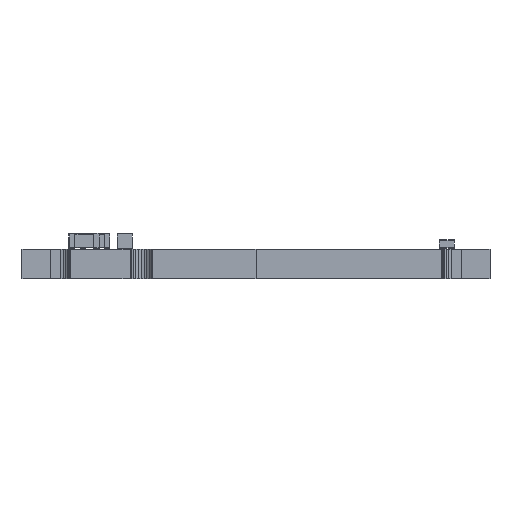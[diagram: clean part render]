
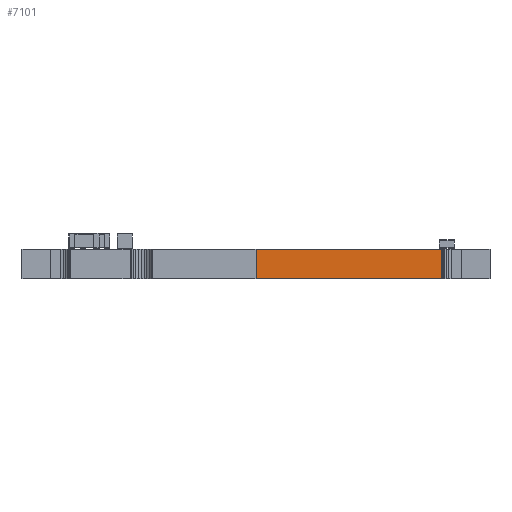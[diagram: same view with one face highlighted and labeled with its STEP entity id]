
A CAD part, front view. The second image highlights one B-rep face of the part: STEP entity #7101.
In plain terms, the highlighted planar face has unit normal (0, -1, 0).
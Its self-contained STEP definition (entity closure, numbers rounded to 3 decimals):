
#4051 = PLANE('',#4052);
#4052 = AXIS2_PLACEMENT_3D('',#4053,#4054,#4055);
#4053 = CARTESIAN_POINT('',(154.775,-101.841,1.58));
#4054 = DIRECTION('',(-0.,-0.,-1.));
#4055 = DIRECTION('',(-1.,0.,0.));
#4105 = PLANE('',#4106);
#4106 = AXIS2_PLACEMENT_3D('',#4107,#4108,#4109);
#4107 = CARTESIAN_POINT('',(154.775,-101.841,0.));
#4108 = DIRECTION('',(-0.,-0.,-1.));
#4109 = DIRECTION('',(-1.,0.,0.));
#4439 = VERTEX_POINT('',#4440);
#4440 = CARTESIAN_POINT('',(164.925,-131.,0.));
#4454 = PLANE('',#4455);
#4455 = AXIS2_PLACEMENT_3D('',#4456,#4457,#4458);
#4456 = CARTESIAN_POINT('',(164.925,-127.5,0.));
#4457 = DIRECTION('',(1.,0.,-0.));
#4458 = DIRECTION('',(0.,-1.,0.));
#4466 = EDGE_CURVE('',#4439,#4467,#4469,.T.);
#4467 = VERTEX_POINT('',#4468);
#4468 = CARTESIAN_POINT('',(155.,-131.,0.));
#4469 = SURFACE_CURVE('',#4470,(#4474,#4481),.PCURVE_S1.);
#4470 = LINE('',#4471,#4472);
#4471 = CARTESIAN_POINT('',(164.925,-131.,0.));
#4472 = VECTOR('',#4473,1.);
#4473 = DIRECTION('',(-1.,0.,0.));
#4474 = PCURVE('',#4105,#4475);
#4475 = DEFINITIONAL_REPRESENTATION('',(#4476),#4480);
#4476 = LINE('',#4477,#4478);
#4477 = CARTESIAN_POINT('',(-10.15,-29.159));
#4478 = VECTOR('',#4479,1.);
#4479 = DIRECTION('',(1.,0.));
#4480 = ( GEOMETRIC_REPRESENTATION_CONTEXT(2) 
PARAMETRIC_REPRESENTATION_CONTEXT() REPRESENTATION_CONTEXT('2D SPACE',''
  ) );
#4481 = PCURVE('',#4482,#4487);
#4482 = PLANE('',#4483);
#4483 = AXIS2_PLACEMENT_3D('',#4484,#4485,#4486);
#4484 = CARTESIAN_POINT('',(164.925,-131.,0.));
#4485 = DIRECTION('',(0.,-1.,0.));
#4486 = DIRECTION('',(-1.,0.,0.));
#4487 = DEFINITIONAL_REPRESENTATION('',(#4488),#4492);
#4488 = LINE('',#4489,#4490);
#4489 = CARTESIAN_POINT('',(0.,-0.));
#4490 = VECTOR('',#4491,1.);
#4491 = DIRECTION('',(1.,0.));
#4492 = ( GEOMETRIC_REPRESENTATION_CONTEXT(2) 
PARAMETRIC_REPRESENTATION_CONTEXT() REPRESENTATION_CONTEXT('2D SPACE',''
  ) );
#4510 = PLANE('',#4511);
#4511 = AXIS2_PLACEMENT_3D('',#4512,#4513,#4514);
#4512 = CARTESIAN_POINT('',(155.,-131.,0.));
#4513 = DIRECTION('',(0.,-1.,0.));
#4514 = DIRECTION('',(-1.,0.,0.));
#5519 = VERTEX_POINT('',#5520);
#5520 = CARTESIAN_POINT('',(164.925,-131.,1.58));
#5541 = EDGE_CURVE('',#5519,#5542,#5544,.T.);
#5542 = VERTEX_POINT('',#5543);
#5543 = CARTESIAN_POINT('',(155.,-131.,1.58));
#5544 = SURFACE_CURVE('',#5545,(#5549,#5556),.PCURVE_S1.);
#5545 = LINE('',#5546,#5547);
#5546 = CARTESIAN_POINT('',(164.925,-131.,1.58));
#5547 = VECTOR('',#5548,1.);
#5548 = DIRECTION('',(-1.,0.,0.));
#5549 = PCURVE('',#4051,#5550);
#5550 = DEFINITIONAL_REPRESENTATION('',(#5551),#5555);
#5551 = LINE('',#5552,#5553);
#5552 = CARTESIAN_POINT('',(-10.15,-29.159));
#5553 = VECTOR('',#5554,1.);
#5554 = DIRECTION('',(1.,0.));
#5555 = ( GEOMETRIC_REPRESENTATION_CONTEXT(2) 
PARAMETRIC_REPRESENTATION_CONTEXT() REPRESENTATION_CONTEXT('2D SPACE',''
  ) );
#5556 = PCURVE('',#4482,#5557);
#5557 = DEFINITIONAL_REPRESENTATION('',(#5558),#5562);
#5558 = LINE('',#5559,#5560);
#5559 = CARTESIAN_POINT('',(0.,-1.58));
#5560 = VECTOR('',#5561,1.);
#5561 = DIRECTION('',(1.,0.));
#5562 = ( GEOMETRIC_REPRESENTATION_CONTEXT(2) 
PARAMETRIC_REPRESENTATION_CONTEXT() REPRESENTATION_CONTEXT('2D SPACE',''
  ) );
#7078 = EDGE_CURVE('',#4467,#5542,#7079,.T.);
#7079 = SURFACE_CURVE('',#7080,(#7084,#7091),.PCURVE_S1.);
#7080 = LINE('',#7081,#7082);
#7081 = CARTESIAN_POINT('',(155.,-131.,0.));
#7082 = VECTOR('',#7083,1.);
#7083 = DIRECTION('',(0.,0.,1.));
#7084 = PCURVE('',#4510,#7085);
#7085 = DEFINITIONAL_REPRESENTATION('',(#7086),#7090);
#7086 = LINE('',#7087,#7088);
#7087 = CARTESIAN_POINT('',(0.,-0.));
#7088 = VECTOR('',#7089,1.);
#7089 = DIRECTION('',(0.,-1.));
#7090 = ( GEOMETRIC_REPRESENTATION_CONTEXT(2) 
PARAMETRIC_REPRESENTATION_CONTEXT() REPRESENTATION_CONTEXT('2D SPACE',''
  ) );
#7091 = PCURVE('',#4482,#7092);
#7092 = DEFINITIONAL_REPRESENTATION('',(#7093),#7097);
#7093 = LINE('',#7094,#7095);
#7094 = CARTESIAN_POINT('',(9.925,0.));
#7095 = VECTOR('',#7096,1.);
#7096 = DIRECTION('',(0.,-1.));
#7097 = ( GEOMETRIC_REPRESENTATION_CONTEXT(2) 
PARAMETRIC_REPRESENTATION_CONTEXT() REPRESENTATION_CONTEXT('2D SPACE',''
  ) );
#7101 = ADVANCED_FACE('',(#7102),#4482,.T.);
#7102 = FACE_BOUND('',#7103,.T.);
#7103 = EDGE_LOOP('',(#7104,#7125,#7126,#7127));
#7104 = ORIENTED_EDGE('',*,*,#7105,.T.);
#7105 = EDGE_CURVE('',#4439,#5519,#7106,.T.);
#7106 = SURFACE_CURVE('',#7107,(#7111,#7118),.PCURVE_S1.);
#7107 = LINE('',#7108,#7109);
#7108 = CARTESIAN_POINT('',(164.925,-131.,0.));
#7109 = VECTOR('',#7110,1.);
#7110 = DIRECTION('',(0.,0.,1.));
#7111 = PCURVE('',#4482,#7112);
#7112 = DEFINITIONAL_REPRESENTATION('',(#7113),#7117);
#7113 = LINE('',#7114,#7115);
#7114 = CARTESIAN_POINT('',(0.,-0.));
#7115 = VECTOR('',#7116,1.);
#7116 = DIRECTION('',(0.,-1.));
#7117 = ( GEOMETRIC_REPRESENTATION_CONTEXT(2) 
PARAMETRIC_REPRESENTATION_CONTEXT() REPRESENTATION_CONTEXT('2D SPACE',''
  ) );
#7118 = PCURVE('',#4454,#7119);
#7119 = DEFINITIONAL_REPRESENTATION('',(#7120),#7124);
#7120 = LINE('',#7121,#7122);
#7121 = CARTESIAN_POINT('',(3.5,0.));
#7122 = VECTOR('',#7123,1.);
#7123 = DIRECTION('',(0.,-1.));
#7124 = ( GEOMETRIC_REPRESENTATION_CONTEXT(2) 
PARAMETRIC_REPRESENTATION_CONTEXT() REPRESENTATION_CONTEXT('2D SPACE',''
  ) );
#7125 = ORIENTED_EDGE('',*,*,#5541,.T.);
#7126 = ORIENTED_EDGE('',*,*,#7078,.F.);
#7127 = ORIENTED_EDGE('',*,*,#4466,.F.);
